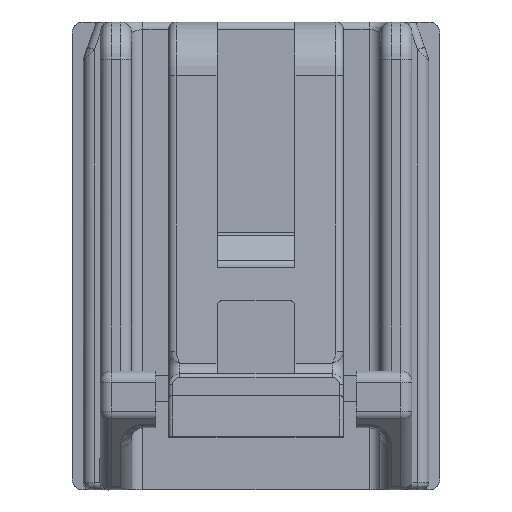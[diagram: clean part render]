
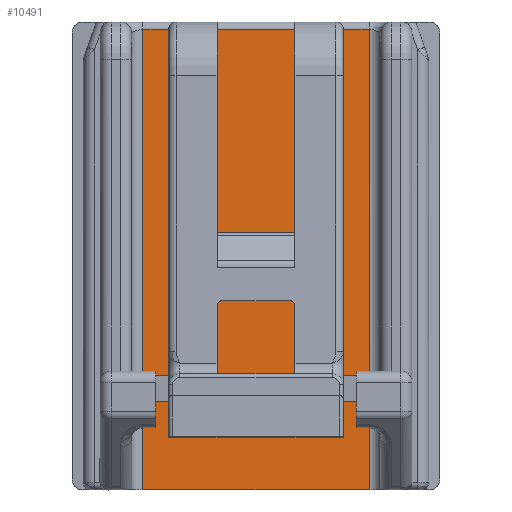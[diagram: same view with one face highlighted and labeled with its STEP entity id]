
A CAD part, front view. The second image highlights one B-rep face of the part: STEP entity #10491.
In plain terms, the highlighted planar face has unit normal (0, -1, 0).
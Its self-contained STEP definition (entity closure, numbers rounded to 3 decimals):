
#108=DIRECTION('',(1.,0.,0.));
#109=VECTOR('',#108,6.1);
#110=CARTESIAN_POINT('',(-3.05,-1.15,0.));
#111=LINE('',#110,#109);
#1408=DIRECTION('',(0.,0.,1.));
#1409=VECTOR('',#1408,12.4);
#1410=CARTESIAN_POINT('',(3.05,-1.15,0.));
#1411=LINE('',#1410,#1409);
#1443=DIRECTION('',(0.,0.,-1.));
#1444=VECTOR('',#1443,2.3);
#1445=CARTESIAN_POINT('',(-2.35,-1.15,12.4));
#1446=LINE('',#1445,#1444);
#1447=DIRECTION('',(0.,0.,1.));
#1448=VECTOR('',#1447,1.5);
#1449=CARTESIAN_POINT('',(-1.55,-1.15,10.1));
#1450=LINE('',#1449,#1448);
#1451=DIRECTION('',(0.,0.,1.));
#1452=VECTOR('',#1451,0.8);
#1453=CARTESIAN_POINT('',(-1.05,-1.15,11.6));
#1454=LINE('',#1453,#1452);
#1455=DIRECTION('',(0.,0.,1.));
#1456=VECTOR('',#1455,2.3);
#1457=CARTESIAN_POINT('',(2.35,-1.15,10.1));
#1458=LINE('',#1457,#1456);
#1486=DIRECTION('',(0.,0.,-1.));
#1487=VECTOR('',#1486,12.4);
#1488=CARTESIAN_POINT('',(-3.05,-1.15,12.4));
#1489=LINE('',#1488,#1487);
#1514=DIRECTION('',(-1.,0.,0.));
#1515=VECTOR('',#1514,0.7);
#1516=CARTESIAN_POINT('',(-2.35,-1.15,12.4));
#1517=LINE('',#1516,#1515);
#1988=DIRECTION('',(0.,0.,1.));
#1989=VECTOR('',#1988,0.8);
#1990=CARTESIAN_POINT('',(1.05,-1.15,11.6));
#1991=LINE('',#1990,#1989);
#2036=DIRECTION('',(0.,0.,1.));
#2037=VECTOR('',#2036,1.5);
#2038=CARTESIAN_POINT('',(1.55,-1.15,10.1));
#2039=LINE('',#2038,#2037);
#2284=DIRECTION('',(-1.,0.,0.));
#2285=VECTOR('',#2284,0.7);
#2286=CARTESIAN_POINT('',(3.05,-1.15,12.4));
#2287=LINE('',#2286,#2285);
#2549=DIRECTION('',(-1.,0.,0.));
#2550=VECTOR('',#2549,0.8);
#2551=CARTESIAN_POINT('',(2.35,-1.15,10.1));
#2552=LINE('',#2551,#2550);
#2593=DIRECTION('',(-1.,0.,0.));
#2594=VECTOR('',#2593,0.5);
#2595=CARTESIAN_POINT('',(1.55,-1.15,11.6));
#2596=LINE('',#2595,#2594);
#2597=DIRECTION('',(-1.,0.,0.));
#2598=VECTOR('',#2597,2.1);
#2599=CARTESIAN_POINT('',(1.05,-1.15,12.4));
#2600=LINE('',#2599,#2598);
#2640=DIRECTION('',(-1.,0.,0.));
#2641=VECTOR('',#2640,0.5);
#2642=CARTESIAN_POINT('',(-1.05,-1.15,11.6));
#2643=LINE('',#2642,#2641);
#2644=DIRECTION('',(-1.,0.,0.));
#2645=VECTOR('',#2644,0.8);
#2646=CARTESIAN_POINT('',(-1.55,-1.15,10.1));
#2647=LINE('',#2646,#2645);
#6476=CARTESIAN_POINT('',(-3.05,-1.15,0.));
#6477=VERTEX_POINT('',#6476);
#6478=CARTESIAN_POINT('',(3.05,-1.15,0.));
#6479=VERTEX_POINT('',#6478);
#6638=CARTESIAN_POINT('',(3.05,-1.15,12.4));
#6639=VERTEX_POINT('',#6638);
#6640=CARTESIAN_POINT('',(-3.05,-1.15,12.4));
#6641=VERTEX_POINT('',#6640);
#6642=CARTESIAN_POINT('',(-2.35,-1.15,12.4));
#6643=VERTEX_POINT('',#6642);
#6644=CARTESIAN_POINT('',(-2.35,-1.15,10.1));
#6645=VERTEX_POINT('',#6644);
#6646=CARTESIAN_POINT('',(-1.55,-1.15,10.1));
#6647=VERTEX_POINT('',#6646);
#6648=CARTESIAN_POINT('',(-1.55,-1.15,11.6));
#6649=VERTEX_POINT('',#6648);
#6650=CARTESIAN_POINT('',(-1.05,-1.15,11.6));
#6651=VERTEX_POINT('',#6650);
#6652=CARTESIAN_POINT('',(-1.05,-1.15,12.4));
#6653=VERTEX_POINT('',#6652);
#6654=CARTESIAN_POINT('',(1.05,-1.15,12.4));
#6655=VERTEX_POINT('',#6654);
#6656=CARTESIAN_POINT('',(1.05,-1.15,11.6));
#6657=VERTEX_POINT('',#6656);
#6658=CARTESIAN_POINT('',(1.55,-1.15,11.6));
#6659=VERTEX_POINT('',#6658);
#6660=CARTESIAN_POINT('',(1.55,-1.15,10.1));
#6661=VERTEX_POINT('',#6660);
#6662=CARTESIAN_POINT('',(2.35,-1.15,10.1));
#6663=VERTEX_POINT('',#6662);
#6664=CARTESIAN_POINT('',(2.35,-1.15,12.4));
#6665=VERTEX_POINT('',#6664);
#10454=CARTESIAN_POINT('',(-4.35,-1.15,0.));
#10455=DIRECTION('',(0.,-1.,0.));
#10456=DIRECTION('',(1.,0.,0.));
#10457=AXIS2_PLACEMENT_3D('',#10454,#10455,#10456);
#10458=PLANE('',#10457);
#10459=ORIENTED_EDGE('',*,*,#10445,.F.);
#10460=ORIENTED_EDGE('',*,*,#8268,.F.);
#10462=ORIENTED_EDGE('',*,*,#10461,.F.);
#10464=ORIENTED_EDGE('',*,*,#10463,.F.);
#10466=ORIENTED_EDGE('',*,*,#10465,.T.);
#10468=ORIENTED_EDGE('',*,*,#10467,.F.);
#10470=ORIENTED_EDGE('',*,*,#10469,.T.);
#10472=ORIENTED_EDGE('',*,*,#10471,.F.);
#10474=ORIENTED_EDGE('',*,*,#10473,.T.);
#10476=ORIENTED_EDGE('',*,*,#10475,.F.);
#10478=ORIENTED_EDGE('',*,*,#10477,.F.);
#10480=ORIENTED_EDGE('',*,*,#10479,.F.);
#10482=ORIENTED_EDGE('',*,*,#10481,.F.);
#10484=ORIENTED_EDGE('',*,*,#10483,.F.);
#10486=ORIENTED_EDGE('',*,*,#10485,.T.);
#10488=ORIENTED_EDGE('',*,*,#10487,.F.);
#10489=EDGE_LOOP('',(#10459,#10460,#10462,#10464,#10466,#10468,#10470,#10472,
#10474,#10476,#10478,#10480,#10482,#10484,#10486,#10488));
#10490=FACE_OUTER_BOUND('',#10489,.F.);
#10491=ADVANCED_FACE('',(#10490),#10458,.T.);
#8268=EDGE_CURVE('',#6477,#6479,#111,.T.);
#10445=EDGE_CURVE('',#6479,#6639,#1411,.T.);
#10461=EDGE_CURVE('',#6641,#6477,#1489,.T.);
#10463=EDGE_CURVE('',#6643,#6641,#1517,.T.);
#10465=EDGE_CURVE('',#6643,#6645,#1446,.T.);
#10467=EDGE_CURVE('',#6647,#6645,#2647,.T.);
#10469=EDGE_CURVE('',#6647,#6649,#1450,.T.);
#10471=EDGE_CURVE('',#6651,#6649,#2643,.T.);
#10473=EDGE_CURVE('',#6651,#6653,#1454,.T.);
#10475=EDGE_CURVE('',#6655,#6653,#2600,.T.);
#10477=EDGE_CURVE('',#6657,#6655,#1991,.T.);
#10479=EDGE_CURVE('',#6659,#6657,#2596,.T.);
#10481=EDGE_CURVE('',#6661,#6659,#2039,.T.);
#10483=EDGE_CURVE('',#6663,#6661,#2552,.T.);
#10485=EDGE_CURVE('',#6663,#6665,#1458,.T.);
#10487=EDGE_CURVE('',#6639,#6665,#2287,.T.);
